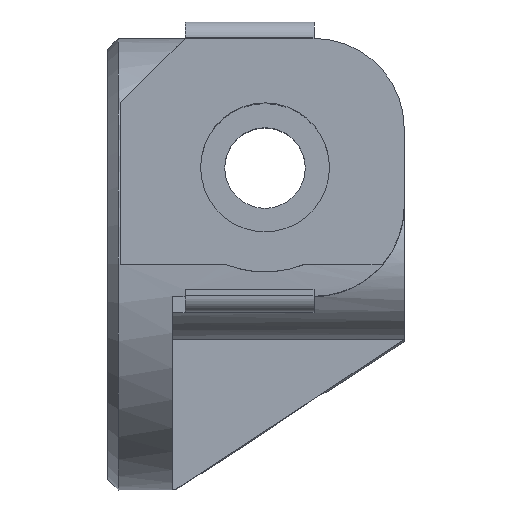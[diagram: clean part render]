
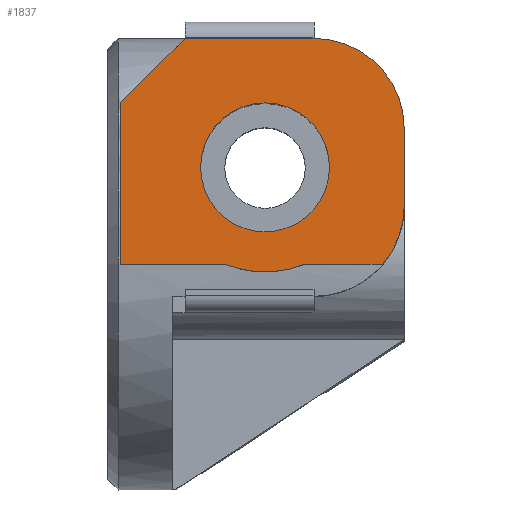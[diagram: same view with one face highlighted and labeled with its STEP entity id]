
A CAD part, top view. The second image highlights one B-rep face of the part: STEP entity #1837.
In plain terms, the highlighted planar face has unit normal (0, 0, 1).
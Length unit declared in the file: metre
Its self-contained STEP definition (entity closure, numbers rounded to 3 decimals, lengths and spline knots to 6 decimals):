
#70=PLANE('',#2013);
#132=LINE('',#2880,#271);
#139=LINE('',#2896,#278);
#159=LINE('',#3016,#298);
#160=LINE('',#3017,#299);
#165=LINE('',#3028,#304);
#166=LINE('',#3032,#305);
#167=LINE('',#3034,#306);
#168=LINE('',#3036,#307);
#271=VECTOR('',#2253,1.);
#278=VECTOR('',#2266,1.);
#298=VECTOR('',#2396,1.);
#299=VECTOR('',#2397,1.);
#304=VECTOR('',#2406,1.);
#305=VECTOR('',#2409,1.);
#306=VECTOR('',#2410,1.);
#307=VECTOR('',#2411,1.);
#571=ORIENTED_EDGE('',*,*,#981,.T.);
#572=ORIENTED_EDGE('',*,*,#937,.T.);
#573=ORIENTED_EDGE('',*,*,#945,.T.);
#574=ORIENTED_EDGE('',*,*,#1000,.F.);
#575=ORIENTED_EDGE('',*,*,#979,.T.);
#576=ORIENTED_EDGE('',*,*,#999,.F.);
#577=ORIENTED_EDGE('',*,*,#932,.T.);
#578=ORIENTED_EDGE('',*,*,#1005,.F.);
#579=ORIENTED_EDGE('',*,*,#1006,.T.);
#580=ORIENTED_EDGE('',*,*,#1007,.F.);
#581=ORIENTED_EDGE('',*,*,#1008,.T.);
#582=ORIENTED_EDGE('',*,*,#1009,.F.);
#932=EDGE_CURVE('',#1173,#1176,#1322,.T.);
#937=EDGE_CURVE('',#1181,#1182,#132,.T.);
#945=EDGE_CURVE('',#1182,#1187,#139,.T.);
#979=EDGE_CURVE('',#1209,#1208,#1346,.T.);
#981=EDGE_CURVE('',#1211,#1211,#1348,.T.);
#999=EDGE_CURVE('',#1173,#1208,#159,.T.);
#1000=EDGE_CURVE('',#1209,#1187,#160,.T.);
#1005=EDGE_CURVE('',#1228,#1176,#165,.T.);
#1006=EDGE_CURVE('',#1228,#1229,#1356,.T.);
#1007=EDGE_CURVE('',#1230,#1229,#166,.T.);
#1008=EDGE_CURVE('',#1230,#1231,#167,.T.);
#1009=EDGE_CURVE('',#1181,#1231,#168,.T.);
#1173=VERTEX_POINT('',#2849);
#1176=VERTEX_POINT('',#2868);
#1181=VERTEX_POINT('',#2881);
#1182=VERTEX_POINT('',#2882);
#1187=VERTEX_POINT('',#2897);
#1208=VERTEX_POINT('',#2973);
#1209=VERTEX_POINT('',#2974);
#1211=VERTEX_POINT('',#2981);
#1228=VERTEX_POINT('',#3029);
#1229=VERTEX_POINT('',#3031);
#1230=VERTEX_POINT('',#3033);
#1231=VERTEX_POINT('',#3035);
#1322=CIRCLE('',#1950,0.028);
#1346=CIRCLE('',#1995,0.0325);
#1348=CIRCLE('',#1999,0.02);
#1356=CIRCLE('',#2014,0.028);
#1481=EDGE_LOOP('',(#571));
#1482=EDGE_LOOP('',(#572,#573,#574,#575,#576,#577,#578,#579,#580,#581,#582));
#1647=FACE_BOUND('',#1481,.T.);
#1648=FACE_BOUND('',#1482,.T.);
#1837=ADVANCED_FACE('',(#1647,#1648),#70,.F.);
#1950=AXIS2_PLACEMENT_3D('',#2869,#2242,#2243);
#1995=AXIS2_PLACEMENT_3D('',#2975,#2352,#2353);
#1999=AXIS2_PLACEMENT_3D('',#2980,#2360,#2361);
#2013=AXIS2_PLACEMENT_3D('',#3027,#2404,#2405);
#2014=AXIS2_PLACEMENT_3D('',#3030,#2407,#2408);
#2242=DIRECTION('',(0.,0.,1.));
#2243=DIRECTION('',(-1.,0.,0.));
#2253=DIRECTION('',(-0.707,-0.707,0.));
#2266=DIRECTION('',(0.,-1.,0.));
#2352=DIRECTION('',(0.,0.,1.));
#2353=DIRECTION('',(1.,0.,0.));
#2360=DIRECTION('',(0.,0.,-1.));
#2361=DIRECTION('',(1.,0.,0.));
#2396=DIRECTION('',(-1.,0.,0.));
#2397=DIRECTION('',(-1.,0.,0.));
#2404=DIRECTION('',(0.,0.,-1.));
#2405=DIRECTION('',(-1.,0.,0.));
#2406=DIRECTION('',(0.,-1.,0.));
#2407=DIRECTION('',(0.,0.,1.));
#2408=DIRECTION('',(-1.,0.,0.));
#2409=DIRECTION('',(0.,-1.,0.));
#2410=DIRECTION('',(-1.,0.,0.));
#2411=DIRECTION('',(0.,1.,0.));
#2849=CARTESIAN_POINT('',(0.053448,0.005,0.035359));
#2868=CARTESIAN_POINT('',(0.06,0.023,0.035359));
#2869=CARTESIAN_POINT('',(0.032,0.023,0.035359));
#2880=CARTESIAN_POINT('',(-0.008,0.075,0.035359));
#2881=CARTESIAN_POINT('',(-0.008,0.075,0.035359));
#2882=CARTESIAN_POINT('',(-0.028,0.055,0.035359));
#2896=CARTESIAN_POINT('',(-0.028,0.005,0.035359));
#2897=CARTESIAN_POINT('',(-0.028,0.005,0.035359));
#2973=CARTESIAN_POINT('',(0.0293,0.005,0.035359));
#2974=CARTESIAN_POINT('',(0.0043,0.005,0.035359));
#2975=CARTESIAN_POINT('',(0.0168,0.035,0.035359));
#2980=CARTESIAN_POINT('',(0.0168,0.035,0.035359));
#2981=CARTESIAN_POINT('',(0.0368,0.035,0.035359));
#3016=CARTESIAN_POINT('',(-0.012,0.005,0.035359));
#3017=CARTESIAN_POINT('',(-0.012,0.005,0.035359));
#3027=CARTESIAN_POINT('',(-0.012,0.005,0.035359));
#3028=CARTESIAN_POINT('',(0.06,0.005,0.035359));
#3029=CARTESIAN_POINT('',(0.06,0.047,0.035359));
#3030=CARTESIAN_POINT('',(0.032,0.047,0.035359));
#3031=CARTESIAN_POINT('',(0.032,0.075,0.035359));
#3032=CARTESIAN_POINT('',(0.032,-0.0075,0.035359));
#3033=CARTESIAN_POINT('',(0.032,0.0751,0.035359));
#3034=CARTESIAN_POINT('',(-0.01,0.0751,0.035359));
#3035=CARTESIAN_POINT('',(-0.008,0.0751,0.035359));
#3036=CARTESIAN_POINT('',(-0.008,0.075,0.035359));
